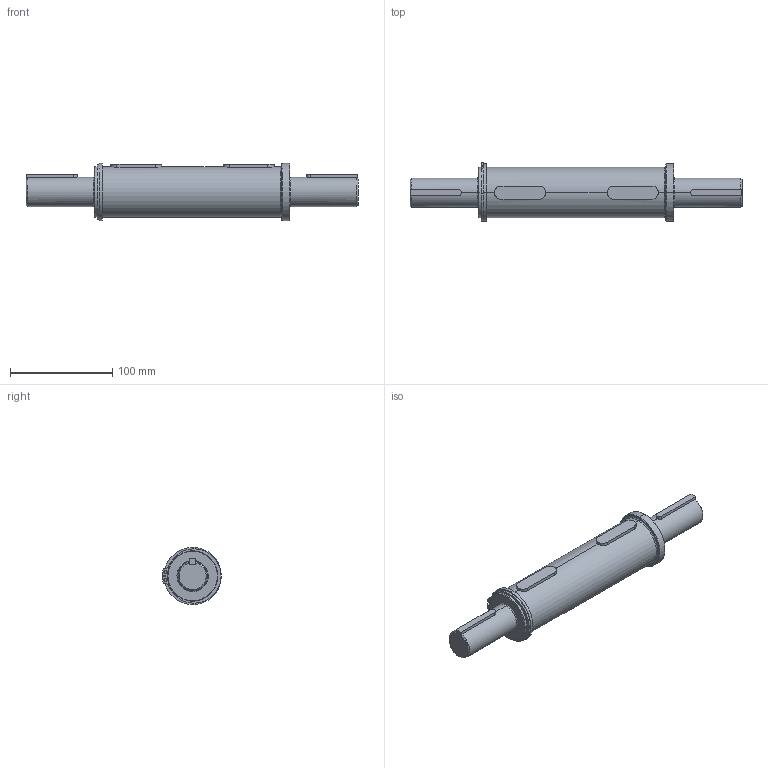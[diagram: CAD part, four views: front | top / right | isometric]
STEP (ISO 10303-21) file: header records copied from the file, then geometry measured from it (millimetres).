
FILE_DESCRIPTION (( 'STEP AP203' ), '1' );
FILE_NAME ('WGSS-262-DS-1125.step', '2023-01-30T20:55:29', ( '' ), ( '' ), 'SwSTEP 2.0', 'SolidWorks 2021', '' );
FILE_SCHEMA (( 'CONFIG_CONTROL_DESIGN' ));
Length unit declared in the file: inch
Products named in the file (1): WGSS-262-DS-1125
Bounding box: 324.2 x 57.25 x 56 mm (x, y, z)
Volume: 460320.5 mm3; surface area: 59796.3 mm2
Topology: 7 solids, 7 shells, 109 faces, 258 edges, 168 vertices
Faces by surface type: cylinder 47, plane 47, cone 9, bspline 6
Entity records: 3949 total; most frequent: CARTESIAN_POINT 1316, DIRECTION 548, ORIENTED_EDGE 516, EDGE_CURVE 258, AXIS2_PLACEMENT_3D 208, VERTEX_POINT 168, LINE 132, VECTOR 132
